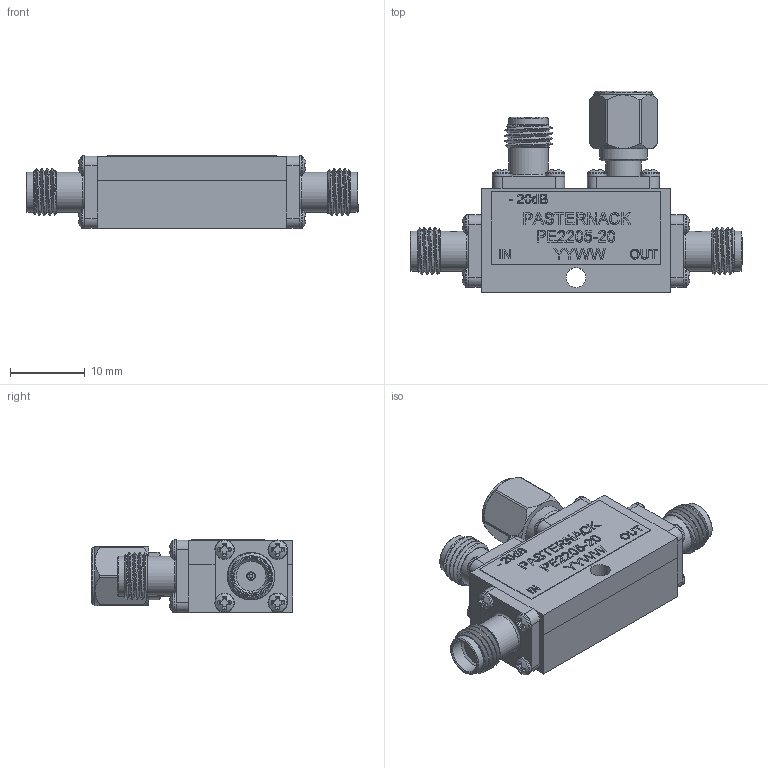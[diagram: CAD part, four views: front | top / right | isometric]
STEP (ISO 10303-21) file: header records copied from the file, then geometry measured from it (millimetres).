
FILE_DESCRIPTION (( 'STEP AP203' ), '1' );
FILE_NAME ('PE2205-20_3D.step', '2020-06-03T22:23:32', ( '' ), ( '' ), 'SwSTEP 2.0', 'SolidWorks 2018', '' );
FILE_SCHEMA (( 'CONFIG_CONTROL_DESIGN' ));
Length unit declared in the file: inch
Products named in the file (1): PE2205-20_3D
Bounding box: 44.45 x 27 x 9.75 mm (x, y, z)
Volume: 4929.3 mm3; surface area: 3228.6 mm2
Topology: 1 solids, 18 shells, 1062 faces, 2732 edges, 1801 vertices
Faces by surface type: plane 670, bspline 208, cone 93, cylinder 88, torus 3
Full cylindrical faces by diameter (mm): 0.508 x4, 0.914 x4, 1.092 x16, 1.168 x3, 2.591 x16, 2.667 x1, 4.521 x3, 4.719 x1, 5.08 x4, 5.334 x6, 6.35 x1, 7.683 x1
Entity records: 44807 total; most frequent: CARTESIAN_POINT 21661, ORIENTED_EDGE 5192, DIRECTION 3737, EDGE_CURVE 2596, VERTEX_POINT 1755, VECTOR 1431, LINE 1431, EDGE_LOOP 1249
